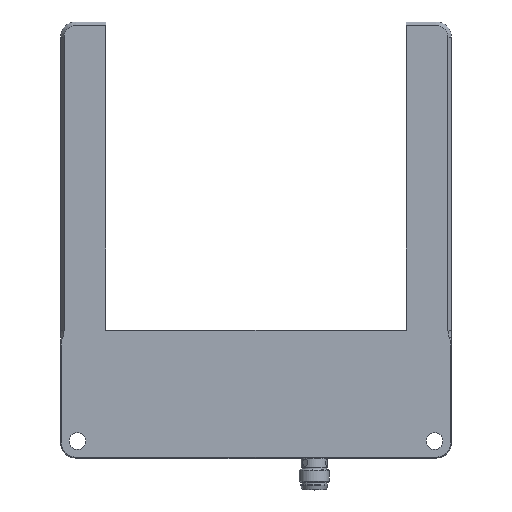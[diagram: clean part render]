
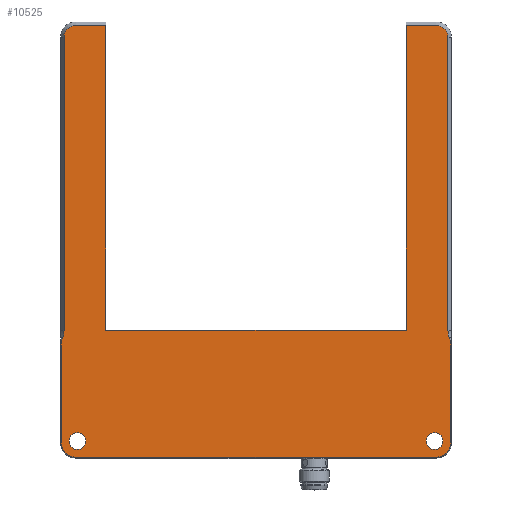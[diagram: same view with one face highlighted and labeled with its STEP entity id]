
A CAD part, top view. The second image highlights one B-rep face of the part: STEP entity #10525.
In plain terms, the highlighted planar face has unit normal (0, 0, 1).
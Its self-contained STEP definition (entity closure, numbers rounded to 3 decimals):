
#149=ELLIPSE('',#10809,7.871,6.817);
#150=ELLIPSE('',#10811,7.871,6.817);
#151=ELLIPSE('',#10882,7.871,6.817);
#152=ELLIPSE('',#10884,7.871,6.817);
#563=CIRCLE('',#10704,2.25);
#565=CIRCLE('',#10707,2.25);
#572=CIRCLE('',#10719,3.769);
#573=CIRCLE('',#10722,3.769);
#604=CIRCLE('',#10800,3.076);
#633=CIRCLE('',#10876,3.076);
#834=FACE_BOUND('',#2038,.T.);
#835=FACE_BOUND('',#2039,.T.);
#1402=FACE_OUTER_BOUND('',#2037,.T.);
#2037=EDGE_LOOP('',(#9549,#9550,#9551,#9552,#9553,#9554,#9555,#9556,#9557,
#9558,#9559,#9560,#9561,#9562,#9563,#9564,#9565,#9566));
#2038=EDGE_LOOP('',(#9567));
#2039=EDGE_LOOP('',(#9568));
#2226=LINE('',#14469,#3236);
#2230=LINE('',#14478,#3240);
#2234=LINE('',#14488,#3244);
#2333=LINE('',#14760,#3343);
#2345=LINE('',#14787,#3355);
#2349=LINE('',#14800,#3359);
#2359=LINE('',#14818,#3369);
#2433=LINE('',#15014,#3443);
#2437=LINE('',#15023,#3447);
#2443=LINE('',#15043,#3453);
#3236=VECTOR('',#11790,10.);
#3240=VECTOR('',#11800,10.);
#3244=VECTOR('',#11810,10.);
#3343=VECTOR('',#12057,10.);
#3355=VECTOR('',#12089,10.);
#3359=VECTOR('',#12107,10.);
#3369=VECTOR('',#12121,10.);
#3443=VECTOR('',#12311,10.);
#3447=VECTOR('',#12321,10.);
#3453=VECTOR('',#12349,10.);
#4231=VERTEX_POINT('',#14435);
#4233=VERTEX_POINT('',#14441);
#4242=VERTEX_POINT('',#14467);
#4243=VERTEX_POINT('',#14468);
#4244=VERTEX_POINT('',#14473);
#4245=VERTEX_POINT('',#14477);
#4246=VERTEX_POINT('',#14481);
#4248=VERTEX_POINT('',#14487);
#4346=VERTEX_POINT('',#14757);
#4347=VERTEX_POINT('',#14759);
#4349=VERTEX_POINT('',#14765);
#4352=VERTEX_POINT('',#14785);
#4353=VERTEX_POINT('',#14789);
#4354=VERTEX_POINT('',#14798);
#4360=VERTEX_POINT('',#14816);
#4423=VERTEX_POINT('',#15011);
#4424=VERTEX_POINT('',#15013);
#4425=VERTEX_POINT('',#15017);
#4426=VERTEX_POINT('',#15021);
#4427=VERTEX_POINT('',#15030);
#5303=EDGE_CURVE('',#4231,#4231,#563,.T.);
#5306=EDGE_CURVE('',#4233,#4233,#565,.T.);
#5319=EDGE_CURVE('',#4242,#4243,#2226,.T.);
#5323=EDGE_CURVE('',#4242,#4244,#572,.T.);
#5324=EDGE_CURVE('',#4244,#4245,#2230,.T.);
#5327=EDGE_CURVE('',#4245,#4246,#573,.T.);
#5329=EDGE_CURVE('',#4246,#4248,#2234,.T.);
#5465=EDGE_CURVE('',#4346,#4347,#2333,.T.);
#5470=EDGE_CURVE('',#4347,#4349,#604,.T.);
#5480=EDGE_CURVE('',#4349,#4352,#2345,.T.);
#5481=EDGE_CURVE('',#4353,#4243,#149,.T.);
#5483=EDGE_CURVE('',#4353,#4352,#150,.T.);
#5486=EDGE_CURVE('',#4354,#4346,#2349,.T.);
#5497=EDGE_CURVE('',#4354,#4360,#2359,.T.);
#5597=EDGE_CURVE('',#4423,#4424,#2433,.T.);
#5600=EDGE_CURVE('',#4424,#4425,#633,.T.);
#5602=EDGE_CURVE('',#4425,#4426,#2437,.T.);
#5605=EDGE_CURVE('',#4248,#4427,#151,.T.);
#5607=EDGE_CURVE('',#4423,#4427,#152,.T.);
#5612=EDGE_CURVE('',#4426,#4360,#2443,.T.);
#9549=ORIENTED_EDGE('',*,*,#5470,.F.);
#9550=ORIENTED_EDGE('',*,*,#5465,.F.);
#9551=ORIENTED_EDGE('',*,*,#5486,.F.);
#9552=ORIENTED_EDGE('',*,*,#5497,.T.);
#9553=ORIENTED_EDGE('',*,*,#5612,.F.);
#9554=ORIENTED_EDGE('',*,*,#5602,.F.);
#9555=ORIENTED_EDGE('',*,*,#5600,.F.);
#9556=ORIENTED_EDGE('',*,*,#5597,.F.);
#9557=ORIENTED_EDGE('',*,*,#5607,.T.);
#9558=ORIENTED_EDGE('',*,*,#5605,.F.);
#9559=ORIENTED_EDGE('',*,*,#5329,.F.);
#9560=ORIENTED_EDGE('',*,*,#5327,.F.);
#9561=ORIENTED_EDGE('',*,*,#5324,.F.);
#9562=ORIENTED_EDGE('',*,*,#5323,.F.);
#9563=ORIENTED_EDGE('',*,*,#5319,.T.);
#9564=ORIENTED_EDGE('',*,*,#5481,.F.);
#9565=ORIENTED_EDGE('',*,*,#5483,.T.);
#9566=ORIENTED_EDGE('',*,*,#5480,.F.);
#9567=ORIENTED_EDGE('',*,*,#5303,.T.);
#9568=ORIENTED_EDGE('',*,*,#5306,.T.);
#9950=PLANE('',#11292);
#10525=ADVANCED_FACE('',(#1402,#834,#835),#9950,.T.);
#10704=AXIS2_PLACEMENT_3D('',#14436,#11755,#11756);
#10707=AXIS2_PLACEMENT_3D('',#14442,#11762,#11763);
#10719=AXIS2_PLACEMENT_3D('',#14475,#11796,#11797);
#10722=AXIS2_PLACEMENT_3D('',#14483,#11805,#11806);
#10800=AXIS2_PLACEMENT_3D('',#14768,#12065,#12066);
#10809=AXIS2_PLACEMENT_3D('',#14790,#12092,#12093);
#10811=AXIS2_PLACEMENT_3D('',#14793,#12097,#12098);
#10876=AXIS2_PLACEMENT_3D('',#15019,#12316,#12317);
#10882=AXIS2_PLACEMENT_3D('',#15031,#12332,#12333);
#10884=AXIS2_PLACEMENT_3D('',#15034,#12337,#12338);
#11292=AXIS2_PLACEMENT_3D('',#18657,#13765,#13766);
#11755=DIRECTION('center_axis',(0.,0.,-1.));
#11756=DIRECTION('ref_axis',(1.,0.,0.));
#11762=DIRECTION('center_axis',(0.,0.,-1.));
#11763=DIRECTION('ref_axis',(1.,0.,0.));
#11790=DIRECTION('',(0.,1.,0.));
#11796=DIRECTION('center_axis',(0.,0.,-1.));
#11797=DIRECTION('ref_axis',(0.707,-0.707,0.));
#11800=DIRECTION('',(-1.,0.,0.));
#11805=DIRECTION('center_axis',(0.,0.,-1.));
#11806=DIRECTION('ref_axis',(-0.707,-0.707,0.));
#11810=DIRECTION('',(0.,1.,0.));
#12057=DIRECTION('',(1.,0.,0.));
#12065=DIRECTION('center_axis',(0.,0.,-1.));
#12066=DIRECTION('ref_axis',(0.707,0.707,0.));
#12089=DIRECTION('',(0.,-1.,0.));
#12092=DIRECTION('center_axis',(0.,0.,-1.));
#12093=DIRECTION('ref_axis',(1.,0.,0.));
#12097=DIRECTION('center_axis',(0.,0.,-1.));
#12098=DIRECTION('ref_axis',(-1.,0.,0.));
#12107=DIRECTION('',(0.,1.,0.));
#12121=DIRECTION('',(-1.,0.,0.));
#12311=DIRECTION('',(0.,1.,0.));
#12316=DIRECTION('center_axis',(0.,0.,-1.));
#12317=DIRECTION('ref_axis',(-0.707,0.707,0.));
#12321=DIRECTION('',(1.,0.,0.));
#12332=DIRECTION('center_axis',(0.,0.,-1.));
#12333=DIRECTION('ref_axis',(-1.,0.,0.));
#12337=DIRECTION('center_axis',(0.,0.,-1.));
#12338=DIRECTION('ref_axis',(1.,0.,0.));
#12349=DIRECTION('',(0.,-1.,0.));
#13765=DIRECTION('center_axis',(0.,0.,1.));
#13766=DIRECTION('ref_axis',(1.,0.,0.));
#14435=CARTESIAN_POINT('',(2.25,4.5,12.));
#14436=CARTESIAN_POINT('Origin',(4.5,4.5,12.));
#14441=CARTESIAN_POINT('',(97.25,4.5,12.));
#14442=CARTESIAN_POINT('Origin',(99.5,4.5,12.));
#14467=CARTESIAN_POINT('',(103.769,4.,12.));
#14468=CARTESIAN_POINT('',(103.769,30.,12.));
#14469=CARTESIAN_POINT('',(103.769,27.5,12.));
#14473=CARTESIAN_POINT('',(100.,0.231,12.));
#14475=CARTESIAN_POINT('Origin',(100.,4.,12.));
#14477=CARTESIAN_POINT('',(4.,0.231,12.));
#14478=CARTESIAN_POINT('',(26.,0.231,12.));
#14481=CARTESIAN_POINT('',(0.231,4.,12.));
#14483=CARTESIAN_POINT('Origin',(4.,4.,12.));
#14487=CARTESIAN_POINT('',(0.231,30.,12.));
#14488=CARTESIAN_POINT('',(0.231,25.5,12.));
#14757=CARTESIAN_POINT('',(92.,115.076,12.));
#14759=CARTESIAN_POINT('',(100.,115.076,12.));
#14760=CARTESIAN_POINT('',(104.,115.076,12.));
#14765=CARTESIAN_POINT('',(103.076,112.,12.));
#14768=CARTESIAN_POINT('Origin',(100.,112.,12.));
#14785=CARTESIAN_POINT('',(103.076,34.,12.));
#14787=CARTESIAN_POINT('',(103.076,49.625,12.));
#14789=CARTESIAN_POINT('',(103.423,32.,12.));
#14790=CARTESIAN_POINT('Origin',(95.898,30.,12.));
#14793=CARTESIAN_POINT('Origin',(110.947,34.,12.));
#14798=CARTESIAN_POINT('',(92.,34.,12.));
#14800=CARTESIAN_POINT('',(92.,27.5,12.));
#14816=CARTESIAN_POINT('',(12.,34.,12.));
#14818=CARTESIAN_POINT('',(104.,34.,12.));
#15011=CARTESIAN_POINT('',(0.924,34.,12.));
#15013=CARTESIAN_POINT('',(0.924,112.,12.));
#15014=CARTESIAN_POINT('',(0.924,93.875,12.));
#15017=CARTESIAN_POINT('',(4.,115.076,12.));
#15019=CARTESIAN_POINT('Origin',(4.,112.,12.));
#15021=CARTESIAN_POINT('',(12.,115.076,12.));
#15023=CARTESIAN_POINT('',(0.,115.076,12.));
#15030=CARTESIAN_POINT('',(0.577,32.,12.));
#15031=CARTESIAN_POINT('Origin',(8.102,30.,12.));
#15034=CARTESIAN_POINT('Origin',(-6.947,34.,12.));
#15043=CARTESIAN_POINT('',(12.,116.,12.));
#18657=CARTESIAN_POINT('Origin',(52.,17.,12.));
